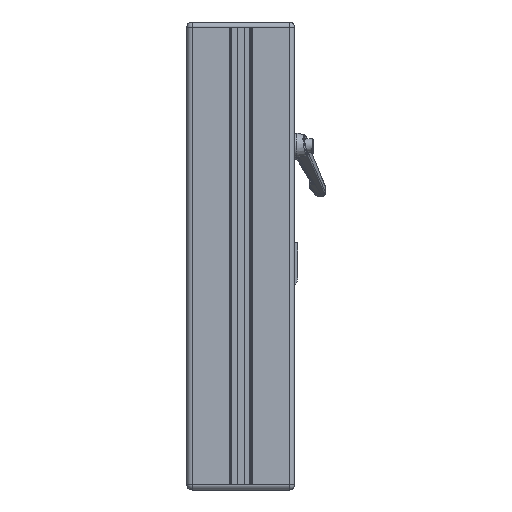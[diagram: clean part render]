
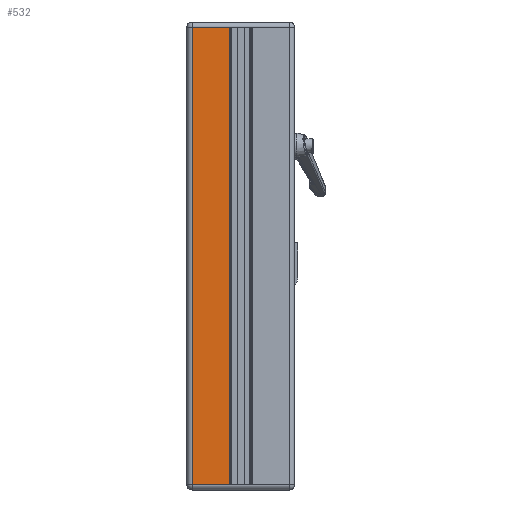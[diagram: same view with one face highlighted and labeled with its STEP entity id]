
A CAD part, front view. The second image highlights one B-rep face of the part: STEP entity #532.
In plain terms, the highlighted planar face has unit normal (0, -1, 0).
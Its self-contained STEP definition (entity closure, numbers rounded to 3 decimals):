
#474=CARTESIAN_POINT('',(-27.,-30.,0.0));
#475=VERTEX_POINT('',#474);
#484=CARTESIAN_POINT('',(-27.,-30.,-254.));
#485=VERTEX_POINT('',#484);
#493=CARTESIAN_POINT('',(-27.,-30.,-254.));
#494=DIRECTION('',(0.0,0.0,1.0));
#495=VECTOR('',#494,254.);
#496=LINE('',#493,#495);
#497=EDGE_CURVE('',#485,#475,#496,.T.);
#502=CARTESIAN_POINT('',(-27.,-30.,-200.));
#503=DIRECTION('',(0.0,-1.0,0.0));
#504=DIRECTION('',(0.0,0.0,-1.0));
#505=AXIS2_PLACEMENT_3D('',#502,#503,#504);
#506=PLANE('',#505);
#507=CARTESIAN_POINT('',(-6.3,-30.,0.0));
#508=VERTEX_POINT('',#507);
#509=CARTESIAN_POINT('',(-27.,-30.,0.0));
#510=DIRECTION('',(1.0,0.0,0.0));
#511=VECTOR('',#510,20.7);
#512=LINE('',#509,#511);
#513=EDGE_CURVE('',#475,#508,#512,.T.);
#514=ORIENTED_EDGE('',*,*,#513,.F.);
#515=ORIENTED_EDGE('',*,*,#497,.F.);
#516=CARTESIAN_POINT('',(-6.3,-30.,-254.));
#517=VERTEX_POINT('',#516);
#518=CARTESIAN_POINT('',(-27.,-30.,-254.));
#519=DIRECTION('',(1.0,0.0,0.0));
#520=VECTOR('',#519,20.7);
#521=LINE('',#518,#520);
#522=EDGE_CURVE('',#485,#517,#521,.T.);
#523=ORIENTED_EDGE('',*,*,#522,.T.);
#524=CARTESIAN_POINT('',(-6.3,-30.,-254.));
#525=DIRECTION('',(0.0,0.0,1.0));
#526=VECTOR('',#525,254.);
#527=LINE('',#524,#526);
#528=EDGE_CURVE('',#517,#508,#527,.T.);
#529=ORIENTED_EDGE('',*,*,#528,.T.);
#530=EDGE_LOOP('',(#514,#515,#523,#529));
#531=FACE_OUTER_BOUND('',#530,.T.);
#532=ADVANCED_FACE('',(#531),#506,.T.);
